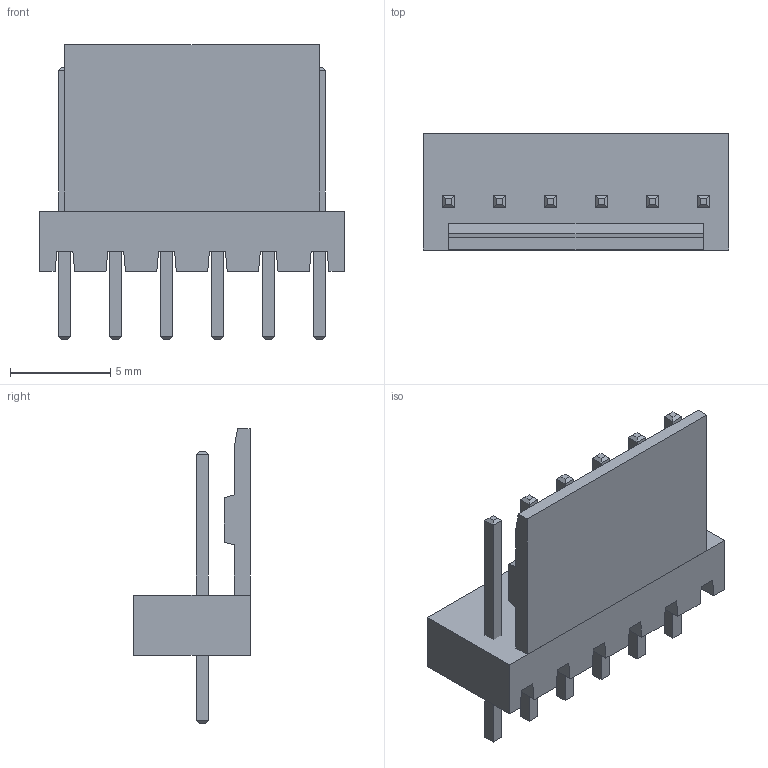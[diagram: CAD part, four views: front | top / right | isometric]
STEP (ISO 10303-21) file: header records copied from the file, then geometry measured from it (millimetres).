
FILE_DESCRIPTION(('TFLEX Exchange Step'),'2;1');
FILE_NAME(' Connfly WF-6.stp', '2020-05-21T12:21:29+05:00',('Admin'),('Unknown organisation'),'TFLEX Exchange 2019.2','T-FLEX CAD','Unknown authorisation');
FILE_SCHEMA( ('AUTOMOTIVE_DESIGN { 1 0 10303 214 1 1 1 1 }') );
Length unit declared in the file: millimetre
Products named in the file (3): 0; Тело_4:6; Вилка Connfly WF-2
Assembly tree (7 placements, depth 2):
  Вилка Connfly WF-2
    0
    Тело_4:6  x6
Bounding box: 15.24 x 5.8 x 14.7 mm (x, y, z)
Volume: 361.5 mm3; surface area: 806.9 mm2
Topology: 8 solids, 8 shells, 125 faces, 279 edges, 170 vertices
Faces by surface type: plane 125
Entity records: 1726 total; most frequent: CARTESIAN_POINT 294, ORIENTED_EDGE 278, DIRECTION 269, VECTOR 139, LINE 139, EDGE_CURVE 139, VERTEX_POINT 90, AXIS2_PLACEMENT_3D 65
